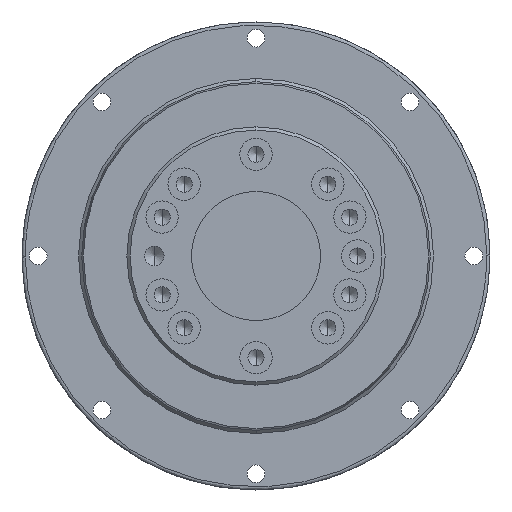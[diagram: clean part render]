
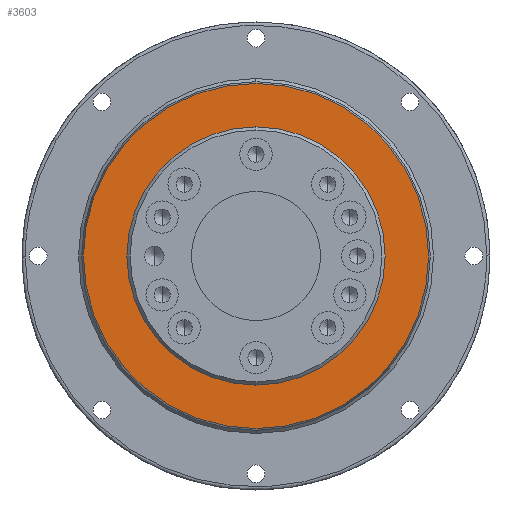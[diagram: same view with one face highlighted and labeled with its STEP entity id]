
A CAD part, left-side view. The second image highlights one B-rep face of the part: STEP entity #3603.
In plain terms, the highlighted planar face has unit normal (-1, 0, 0).
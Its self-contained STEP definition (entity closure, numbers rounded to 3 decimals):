
#200 = VERTEX_POINT ( 'NONE', #10725 ) ;
#234 = ORIENTED_EDGE ( 'NONE', *, *, #7610, .T. ) ;
#242 = ORIENTED_EDGE ( 'NONE', *, *, #2080, .T. ) ;
#611 = VERTEX_POINT ( 'NONE', #6504 ) ;
#1485 = DIRECTION ( 'NONE',  ( 1., 0., 0. ) ) ;
#2080 = EDGE_CURVE ( 'NONE', #3665, #200, #5002, .T. ) ;
#2112 = EDGE_LOOP ( 'NONE', ( #8702, #11324 ) ) ;
#2201 = CARTESIAN_POINT ( 'NONE',  ( -613.5, 0., 0. ) ) ;
#2507 = CARTESIAN_POINT ( 'NONE',  ( -613.5, 0., 0. ) ) ;
#2796 = CIRCLE ( 'NONE', #5880, 53.464 ) ;
#2860 = EDGE_CURVE ( 'NONE', #611, #8350, #8309, .T. ) ;
#2978 = PLANE ( 'NONE',  #7440 ) ;
#3204 = AXIS2_PLACEMENT_3D ( 'NONE', #4902, #11139, #6698 ) ;
#3424 = DIRECTION ( 'NONE',  ( 0., 0., 1. ) ) ;
#3603 = ADVANCED_FACE ( 'NONE', ( #6356, #9710 ), #2978, .T. ) ;
#3665 = VERTEX_POINT ( 'NONE', #8505 ) ;
#4113 = AXIS2_PLACEMENT_3D ( 'NONE', #5665, #7366, #9257 ) ;
#4902 = CARTESIAN_POINT ( 'NONE',  ( -613.5, 0., 0. ) ) ;
#5002 = CIRCLE ( 'NONE', #8335, 40. ) ;
#5665 = CARTESIAN_POINT ( 'NONE',  ( -613.5, 0., 0. ) ) ;
#5738 = DIRECTION ( 'NONE',  ( 0., 0., 1. ) ) ;
#5761 = DIRECTION ( 'NONE',  ( 0., 0., -1. ) ) ;
#5880 = AXIS2_PLACEMENT_3D ( 'NONE', #9147, #11042, #5761 ) ;
#6356 = FACE_BOUND ( 'NONE', #8503, .T. ) ;
#6504 = CARTESIAN_POINT ( 'NONE',  ( -613.5, 0., 53.464 ) ) ;
#6691 = EDGE_CURVE ( 'NONE', #8350, #611, #2796, .T. ) ;
#6698 = DIRECTION ( 'NONE',  ( 0., 0., 1. ) ) ;
#6924 = CARTESIAN_POINT ( 'NONE',  ( -613.5, 0., -53.464 ) ) ;
#7351 = DIRECTION ( 'NONE',  ( -1., 0., 0. ) ) ;
#7366 = DIRECTION ( 'NONE',  ( 1., 0., 0. ) ) ;
#7440 = AXIS2_PLACEMENT_3D ( 'NONE', #2201, #7351, #5738 ) ;
#7610 = EDGE_CURVE ( 'NONE', #200, #3665, #11137, .T. ) ;
#8309 = CIRCLE ( 'NONE', #4113, 53.464 ) ;
#8335 = AXIS2_PLACEMENT_3D ( 'NONE', #2507, #1485, #3424 ) ;
#8350 = VERTEX_POINT ( 'NONE', #6924 ) ;
#8503 = EDGE_LOOP ( 'NONE', ( #234, #242 ) ) ;
#8505 = CARTESIAN_POINT ( 'NONE',  ( -613.5, 0., -40. ) ) ;
#8702 = ORIENTED_EDGE ( 'NONE', *, *, #6691, .F. ) ;
#9147 = CARTESIAN_POINT ( 'NONE',  ( -613.5, 0., 0. ) ) ;
#9257 = DIRECTION ( 'NONE',  ( 0., 0., -1. ) ) ;
#9710 = FACE_OUTER_BOUND ( 'NONE', #2112, .T. ) ;
#10725 = CARTESIAN_POINT ( 'NONE',  ( -613.5, 0., 40. ) ) ;
#11042 = DIRECTION ( 'NONE',  ( 1., 0., 0. ) ) ;
#11137 = CIRCLE ( 'NONE', #3204, 40. ) ;
#11139 = DIRECTION ( 'NONE',  ( 1., 0., 0. ) ) ;
#11324 = ORIENTED_EDGE ( 'NONE', *, *, #2860, .F. ) ;
